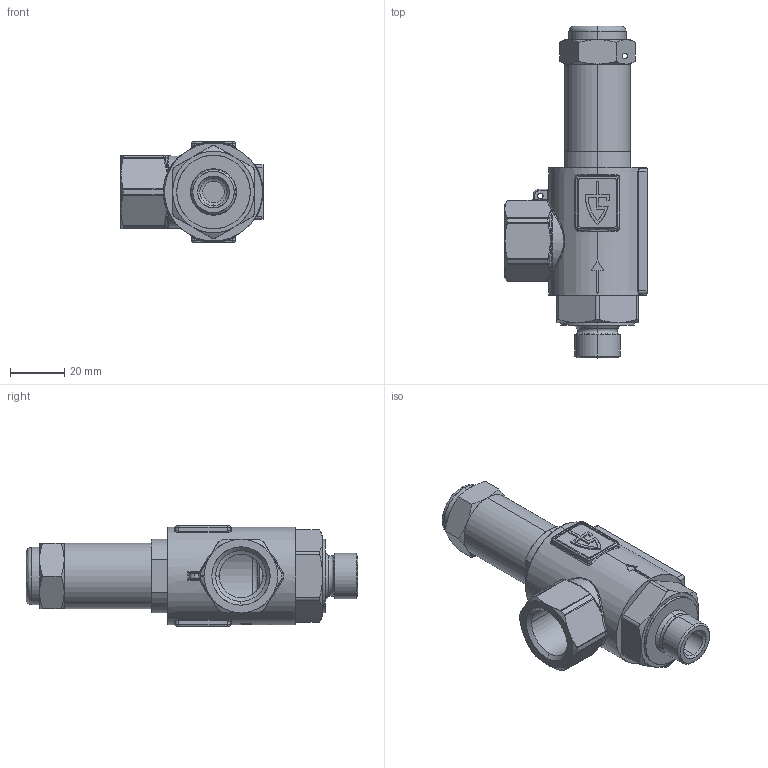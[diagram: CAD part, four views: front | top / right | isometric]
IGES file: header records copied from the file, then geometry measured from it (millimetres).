
Start section: SolidWorks IGES file using analytic representation for surfaces
Global section: file name: 461tXO_10_MF_1015.IGS; native system: SolidWorks 2016; preprocessor: SolidWorks 2016; author: Hehr; date: 180116.074748; units: millimetre
Bounding box: 52.2 x 122 x 37 mm (x, y, z)
Surface area: 29583.2 mm2 (no closed solid volume)
Topology: 0 solids, 0 shells, 534 faces, 5701 edges, 5692 vertices
Faces by surface type: bspline 305, revolution 229
